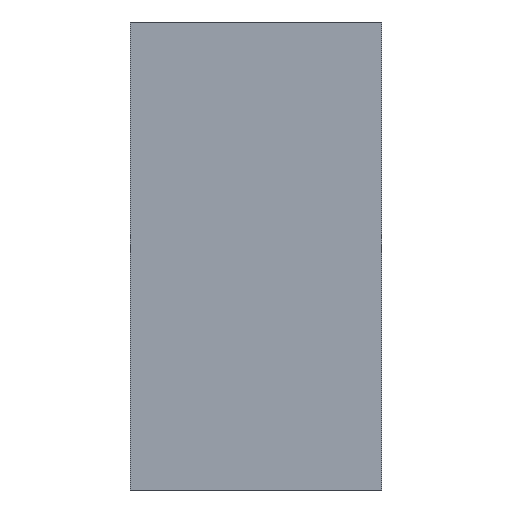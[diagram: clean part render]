
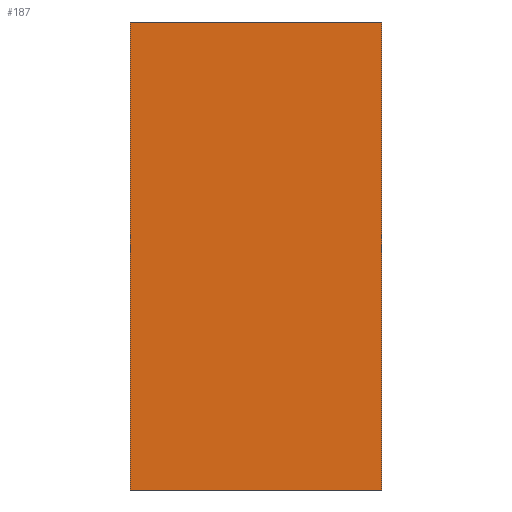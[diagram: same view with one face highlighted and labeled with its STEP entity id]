
A CAD part, front view. The second image highlights one B-rep face of the part: STEP entity #187.
In plain terms, the highlighted planar face has unit normal (0, -1, 0).
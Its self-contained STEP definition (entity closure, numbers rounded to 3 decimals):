
#187=ADVANCED_FACE('',(#288),#289,.F.);
#288=FACE_OUTER_BOUND('',#422,.T.);
#289=PLANE('',#423);
#422=EDGE_LOOP('',(#700,#701,#702,#703));
#423=AXIS2_PLACEMENT_3D('',#704,#705,#706);
#700=ORIENTED_EDGE('',*,*,#1004,.T.);
#701=ORIENTED_EDGE('',*,*,#1001,.F.);
#702=ORIENTED_EDGE('',*,*,#1005,.F.);
#703=ORIENTED_EDGE('',*,*,#995,.F.);
#704=CARTESIAN_POINT('',(0.0,-2.0,25.0));
#705=DIRECTION('',(0.0,1.0,0.0));
#706=DIRECTION('',(0.0,0.0,1.0));
#995=EDGE_CURVE('',#1165,#1160,#1167,.T.);
#1001=EDGE_CURVE('',#1177,#1179,#1180,.T.);
#1004=EDGE_CURVE('',#1165,#1179,#1184,.T.);
#1005=EDGE_CURVE('',#1160,#1177,#1185,.T.);
#1160=VERTEX_POINT('',#1414);
#1165=VERTEX_POINT('',#1421);
#1167=LINE('',#1424,#1425);
#1177=VERTEX_POINT('',#1439);
#1179=VERTEX_POINT('',#1442);
#1180=LINE('',#1443,#1444);
#1184=LINE('',#1450,#1451);
#1185=LINE('',#1452,#1453);
#1414=CARTESIAN_POINT('',(13.43,-2.0,50.0));
#1421=CARTESIAN_POINT('',(-13.43,-2.0,50.0));
#1424=CARTESIAN_POINT('',(0.0,-2.0,50.0));
#1425=VECTOR('',#1699,1.0);
#1439=CARTESIAN_POINT('',(13.43,-2.0,0.0));
#1442=CARTESIAN_POINT('',(-13.43,-2.0,0.0));
#1443=CARTESIAN_POINT('',(0.0,-2.0,0.0));
#1444=VECTOR('',#1705,1.0);
#1450=CARTESIAN_POINT('',(-13.43,-2.0,25.0));
#1451=VECTOR('',#1708,1.0);
#1452=CARTESIAN_POINT('',(13.43,-2.0,25.0));
#1453=VECTOR('',#1709,1.0);
#1699=DIRECTION('',(1.0,0.0,0.0));
#1705=DIRECTION('',(-1.0,0.0,0.0));
#1708=DIRECTION('',(0.0,0.0,-1.0));
#1709=DIRECTION('',(0.0,0.0,-1.0));
